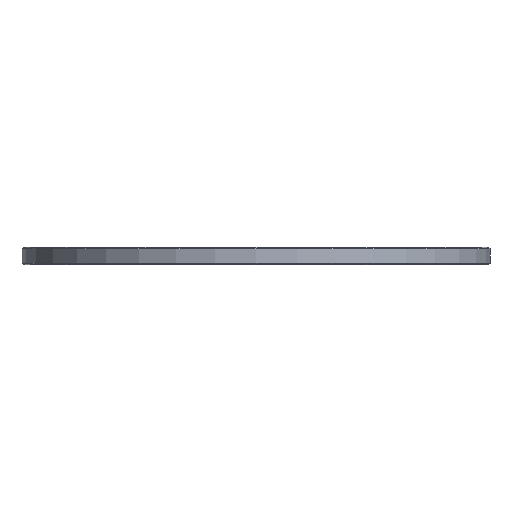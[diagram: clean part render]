
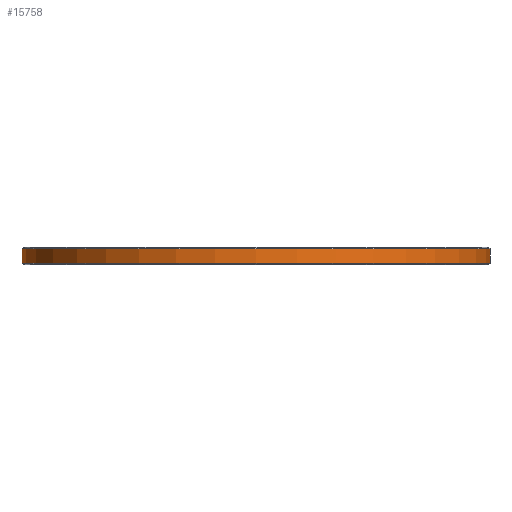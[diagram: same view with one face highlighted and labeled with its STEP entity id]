
A CAD part, front view. The second image highlights one B-rep face of the part: STEP entity #15758.
In plain terms, the highlighted cylindrical face has radius 262.5 mm (diameter 525 mm), a partial arc.
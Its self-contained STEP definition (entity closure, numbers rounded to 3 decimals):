
#39 = VERTEX_POINT ( 'NONE', #6314 ) ;
#1056 = VERTEX_POINT ( 'NONE', #32126 ) ;
#1944 = CIRCLE ( 'NONE', #23211, 262.5 ) ;
#2137 = DIRECTION ( 'NONE',  ( 0., 0., 1. ) ) ;
#3314 = FACE_OUTER_BOUND ( 'NONE', #15346, .T. ) ;
#6140 = EDGE_CURVE ( 'NONE', #25780, #1056, #30532, .T. ) ;
#6287 = CARTESIAN_POINT ( 'NONE',  ( 262.5, 0., -20. ) ) ;
#6314 = CARTESIAN_POINT ( 'NONE',  ( -262.5, 0., -18. ) ) ;
#6564 = CARTESIAN_POINT ( 'NONE',  ( 262.5, 0., -18. ) ) ;
#7610 = AXIS2_PLACEMENT_3D ( 'NONE', #23932, #8885, #26483 ) ;
#8885 = DIRECTION ( 'NONE',  ( 0., 0., -1. ) ) ;
#9741 = DIRECTION ( 'NONE',  ( 1., 0., 0. ) ) ;
#12712 = VECTOR ( 'NONE', #28977, 1000. ) ;
#13279 = VERTEX_POINT ( 'NONE', #6564 ) ;
#13359 = LINE ( 'NONE', #29756, #25963 ) ;
#13535 = ORIENTED_EDGE ( 'NONE', *, *, #6140, .T. ) ;
#14504 = DIRECTION ( 'NONE',  ( 0., 0., 1. ) ) ;
#14709 = CARTESIAN_POINT ( 'NONE',  ( 262.5, 0., -2. ) ) ;
#15346 = EDGE_LOOP ( 'NONE', ( #22352, #21689, #17064, #13535 ) ) ;
#15758 = ADVANCED_FACE ( 'NONE', ( #3314 ), #22583, .T. ) ;
#17064 = ORIENTED_EDGE ( 'NONE', *, *, #21892, .T. ) ;
#19729 = CARTESIAN_POINT ( 'NONE',  ( 0., 0., -20. ) ) ;
#20164 = LINE ( 'NONE', #6287, #12712 ) ;
#21689 = ORIENTED_EDGE ( 'NONE', *, *, #27213, .T. ) ;
#21892 = EDGE_CURVE ( 'NONE', #13279, #25780, #20164, .T. ) ;
#22352 = ORIENTED_EDGE ( 'NONE', *, *, #31860, .F. ) ;
#22583 = CYLINDRICAL_SURFACE ( 'NONE', #28126, 262.5 ) ;
#23211 = AXIS2_PLACEMENT_3D ( 'NONE', #29579, #14504, #32129 ) ;
#23932 = CARTESIAN_POINT ( 'NONE',  ( 0., 0., -2. ) ) ;
#24815 = DIRECTION ( 'NONE',  ( 0., 0., 1. ) ) ;
#25780 = VERTEX_POINT ( 'NONE', #14709 ) ;
#25963 = VECTOR ( 'NONE', #2137, 1000. ) ;
#26483 = DIRECTION ( 'NONE',  ( 1., 0., 0. ) ) ;
#27213 = EDGE_CURVE ( 'NONE', #39, #13279, #1944, .T. ) ;
#28126 = AXIS2_PLACEMENT_3D ( 'NONE', #19729, #24815, #9741 ) ;
#28977 = DIRECTION ( 'NONE',  ( 0., 0., 1. ) ) ;
#29579 = CARTESIAN_POINT ( 'NONE',  ( 0., 0., -18. ) ) ;
#29756 = CARTESIAN_POINT ( 'NONE',  ( -262.5, 0., -20. ) ) ;
#30532 = CIRCLE ( 'NONE', #7610, 262.5 ) ;
#31860 = EDGE_CURVE ( 'NONE', #39, #1056, #13359, .T. ) ;
#32126 = CARTESIAN_POINT ( 'NONE',  ( -262.5, 0., -2. ) ) ;
#32129 = DIRECTION ( 'NONE',  ( 1., 0., 0. ) ) ;
